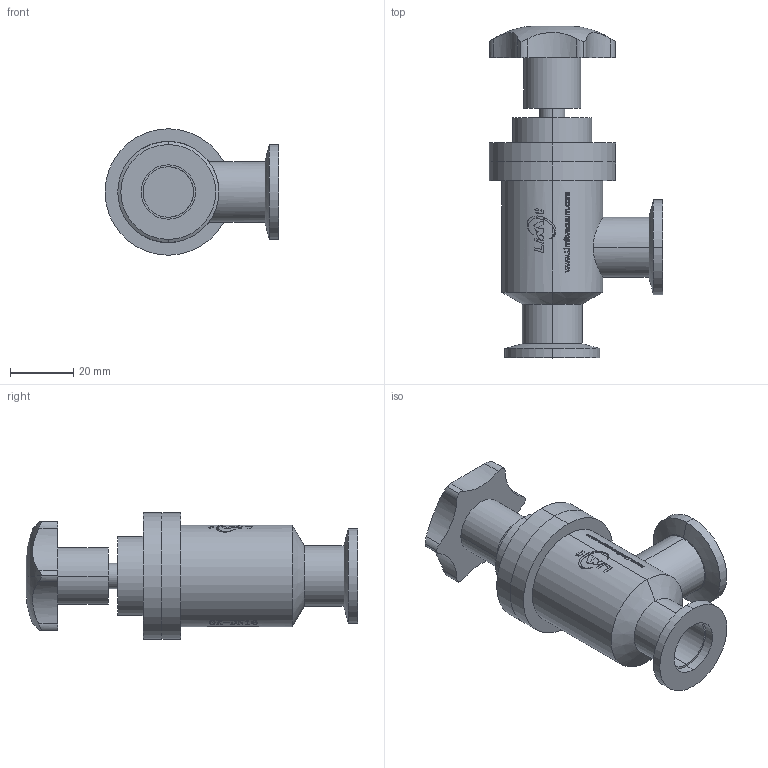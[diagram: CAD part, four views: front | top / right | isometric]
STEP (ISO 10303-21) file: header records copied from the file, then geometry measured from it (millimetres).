
FILE_DESCRIPTION (( 'STEP AP214' ), '1' );
FILE_NAME ('GK-DN16.STEP', '2024-05-14T08:19:00', ( '' ), ( '' ), 'SwSTEP 2.0', 'SolidWorks 2020', '' );
FILE_SCHEMA (( 'AUTOMOTIVE_DESIGN' ));
Length unit declared in the file: millimetre
Products named in the file (1): GK-DN16
Bounding box: 55 x 105 x 40 mm (x, y, z)
Volume: 58778.7 mm3; surface area: 23663.3 mm2
Topology: 3 solids, 3 shells, 643 faces, 1745 edges, 1159 vertices
Faces by surface type: bspline 297, plane 234, cylinder 104, cone 6, torus 2
Entity records: 52842 total; most frequent: CARTESIAN_POINT 39226, ORIENTED_EDGE 3490, EDGE_CURVE 1745, DIRECTION 1678, VERTEX_POINT 1159, B_SPLINE_CURVE_WITH_KNOTS 1035, EDGE_LOOP 698, FACE_OUTER_BOUND 643
